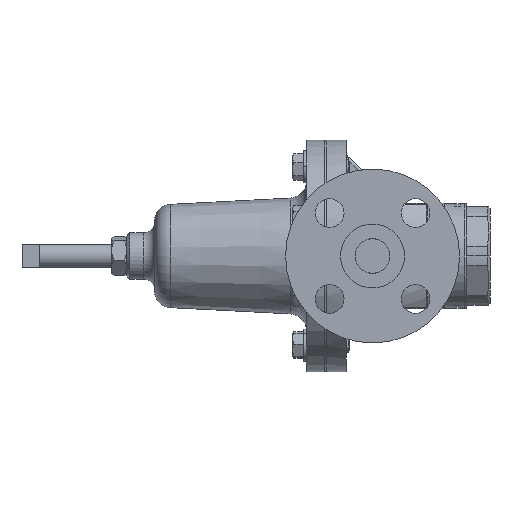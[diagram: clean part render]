
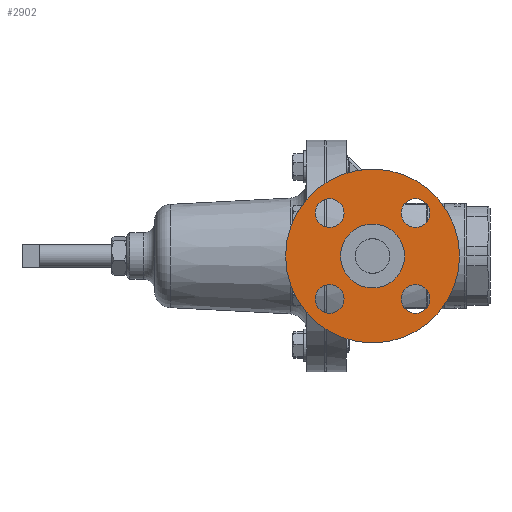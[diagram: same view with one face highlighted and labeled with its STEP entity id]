
A CAD part, left-side view. The second image highlights one B-rep face of the part: STEP entity #2902.
In plain terms, the highlighted planar face has unit normal (-1, 0, 0).
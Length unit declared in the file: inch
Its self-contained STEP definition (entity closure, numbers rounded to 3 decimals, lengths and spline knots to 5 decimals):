
#149 = AXIS2_PLACEMENT_3D ( 'NONE', #15496, #3615, #17452 ) ;
#233 = DIRECTION ( 'NONE',  ( -1., 0., 0. ) ) ;
#408 = CIRCLE ( 'NONE', #22693, 0.31 ) ;
#944 = CARTESIAN_POINT ( 'NONE',  ( -4.8125, 0., -0.69 ) ) ;
#1192 = CARTESIAN_POINT ( 'NONE',  ( -4.8125, -0.92631, -0.61631 ) ) ;
#1911 = CARTESIAN_POINT ( 'NONE',  ( -4.8125, -0.92631, 1.23631 ) ) ;
#1968 = CARTESIAN_POINT ( 'NONE',  ( -4.8125, -0.92631, 0.61631 ) ) ;
#2150 = DIRECTION ( 'NONE',  ( -1., 0., 0. ) ) ;
#2797 = EDGE_CURVE ( 'NONE', #24535, #15589, #9955, .T. ) ;
#2902 = ADVANCED_FACE ( 'NONE', ( #24314, #13993, #3447, #23713, #18566, #8728 ), #8353, .T. ) ;
#2998 = CIRCLE ( 'NONE', #13705, 1.875 ) ;
#3055 = CARTESIAN_POINT ( 'NONE',  ( -4.8125, 0.92631, -0.92631 ) ) ;
#3305 = CARTESIAN_POINT ( 'NONE',  ( -4.8125, 0., 0. ) ) ;
#3447 = FACE_BOUND ( 'NONE', #9895, .T. ) ;
#3615 = DIRECTION ( 'NONE',  ( -1., 0., 0. ) ) ;
#3632 = CIRCLE ( 'NONE', #149, 0.31 ) ;
#3808 = VERTEX_POINT ( 'NONE', #23560 ) ;
#4297 = AXIS2_PLACEMENT_3D ( 'NONE', #10314, #23999, #12311 ) ;
#4320 = EDGE_LOOP ( 'NONE', ( #7666, #7436 ) ) ;
#5064 = DIRECTION ( 'NONE',  ( 0., 0., 1. ) ) ;
#5306 = DIRECTION ( 'NONE',  ( 0., 0., -1. ) ) ;
#5350 = CARTESIAN_POINT ( 'NONE',  ( -4.8125, 0., 0. ) ) ;
#5922 = AXIS2_PLACEMENT_3D ( 'NONE', #12215, #233, #14219 ) ;
#6550 = CARTESIAN_POINT ( 'NONE',  ( -4.8125, -0.92631, 0.92631 ) ) ;
#6951 = CARTESIAN_POINT ( 'NONE',  ( -4.8125, 0., 0. ) ) ;
#7016 = CIRCLE ( 'NONE', #12418, 0.31 ) ;
#7340 = DIRECTION ( 'NONE',  ( 0., 0., -1. ) ) ;
#7380 = CARTESIAN_POINT ( 'NONE',  ( -4.8125, 0.92631, -0.92631 ) ) ;
#7436 = ORIENTED_EDGE ( 'NONE', *, *, #12387, .F. ) ;
#7487 = DIRECTION ( 'NONE',  ( -1., 0., 0. ) ) ;
#7666 = ORIENTED_EDGE ( 'NONE', *, *, #13368, .F. ) ;
#8353 = PLANE ( 'NONE',  #4297 ) ;
#8553 = DIRECTION ( 'NONE',  ( 0., 0., -1. ) ) ;
#8718 = AXIS2_PLACEMENT_3D ( 'NONE', #6951, #20695, #8963 ) ;
#8728 = FACE_BOUND ( 'NONE', #11830, .T. ) ;
#8963 = DIRECTION ( 'NONE',  ( 0., 0., -1. ) ) ;
#8996 = EDGE_CURVE ( 'NONE', #12529, #21011, #19130, .T. ) ;
#9377 = ORIENTED_EDGE ( 'NONE', *, *, #2797, .F. ) ;
#9389 = DIRECTION ( 'NONE',  ( 0., 0., 1. ) ) ;
#9609 = CARTESIAN_POINT ( 'NONE',  ( -4.8125, 0.92631, 1.23631 ) ) ;
#9654 = CARTESIAN_POINT ( 'NONE',  ( -4.8125, 0., -1.875 ) ) ;
#9819 = CARTESIAN_POINT ( 'NONE',  ( -4.8125, 0.92631, 0.92631 ) ) ;
#9895 = EDGE_LOOP ( 'NONE', ( #21827, #20715 ) ) ;
#9955 = CIRCLE ( 'NONE', #18035, 0.31 ) ;
#9993 = EDGE_LOOP ( 'NONE', ( #9377, #20176 ) ) ;
#10314 = CARTESIAN_POINT ( 'NONE',  ( -4.8125, -0.69, 0. ) ) ;
#10515 = VERTEX_POINT ( 'NONE', #1968 ) ;
#10546 = DIRECTION ( 'NONE',  ( -1., 0., 0. ) ) ;
#10600 = VERTEX_POINT ( 'NONE', #16377 ) ;
#10731 = ORIENTED_EDGE ( 'NONE', *, *, #13627, .F. ) ;
#10766 = EDGE_LOOP ( 'NONE', ( #14087, #16570 ) ) ;
#11316 = EDGE_CURVE ( 'NONE', #10600, #17135, #2998, .T. ) ;
#11782 = DIRECTION ( 'NONE',  ( 0., -1., 0. ) ) ;
#11830 = EDGE_LOOP ( 'NONE', ( #23474, #10731 ) ) ;
#12215 = CARTESIAN_POINT ( 'NONE',  ( -4.8125, -0.92631, -0.92631 ) ) ;
#12311 = DIRECTION ( 'NONE',  ( 0., 0., -1. ) ) ;
#12387 = EDGE_CURVE ( 'NONE', #24007, #10515, #3632, .T. ) ;
#12418 = AXIS2_PLACEMENT_3D ( 'NONE', #6550, #20298, #8553 ) ;
#12529 = VERTEX_POINT ( 'NONE', #19987 ) ;
#13232 = CIRCLE ( 'NONE', #21571, 0.69 ) ;
#13368 = EDGE_CURVE ( 'NONE', #10515, #24007, #7016, .T. ) ;
#13627 = EDGE_CURVE ( 'NONE', #15610, #16287, #13232, .T. ) ;
#13705 = AXIS2_PLACEMENT_3D ( 'NONE', #5350, #19142, #7340 ) ;
#13725 = CIRCLE ( 'NONE', #5922, 0.31 ) ;
#13993 = FACE_BOUND ( 'NONE', #10766, .T. ) ;
#14085 = CARTESIAN_POINT ( 'NONE',  ( -4.8125, -0.92631, -0.92631 ) ) ;
#14087 = ORIENTED_EDGE ( 'NONE', *, *, #21654, .F. ) ;
#14219 = DIRECTION ( 'NONE',  ( 0., 1., 0. ) ) ;
#15359 = AXIS2_PLACEMENT_3D ( 'NONE', #7380, #21116, #9389 ) ;
#15496 = CARTESIAN_POINT ( 'NONE',  ( -4.8125, -0.92631, 0.92631 ) ) ;
#15589 = VERTEX_POINT ( 'NONE', #9609 ) ;
#15610 = VERTEX_POINT ( 'NONE', #25245 ) ;
#16044 = DIRECTION ( 'NONE',  ( 0., 1., 0. ) ) ;
#16287 = VERTEX_POINT ( 'NONE', #944 ) ;
#16377 = CARTESIAN_POINT ( 'NONE',  ( -4.8125, 0., 1.875 ) ) ;
#16570 = ORIENTED_EDGE ( 'NONE', *, *, #24988, .F. ) ;
#16902 = DIRECTION ( 'NONE',  ( -1., 0., 0. ) ) ;
#17043 = CIRCLE ( 'NONE', #15359, 0.31 ) ;
#17135 = VERTEX_POINT ( 'NONE', #9654 ) ;
#17154 = DIRECTION ( 'NONE',  ( -1., 0., 0. ) ) ;
#17452 = DIRECTION ( 'NONE',  ( 0., 0., -1. ) ) ;
#18035 = AXIS2_PLACEMENT_3D ( 'NONE', #9819, #23494, #11782 ) ;
#18081 = ORIENTED_EDGE ( 'NONE', *, *, #11316, .T. ) ;
#18566 = FACE_OUTER_BOUND ( 'NONE', #25623, .T. ) ;
#19070 = AXIS2_PLACEMENT_3D ( 'NONE', #22277, #10546, #24226 ) ;
#19130 = CIRCLE ( 'NONE', #19249, 0.31 ) ;
#19142 = DIRECTION ( 'NONE',  ( -1., 0., 0. ) ) ;
#19249 = AXIS2_PLACEMENT_3D ( 'NONE', #14085, #2150, #16044 ) ;
#19286 = CARTESIAN_POINT ( 'NONE',  ( -4.8125, 0.92631, 0.92631 ) ) ;
#19789 = CARTESIAN_POINT ( 'NONE',  ( -4.8125, 0.92631, 0.61631 ) ) ;
#19987 = CARTESIAN_POINT ( 'NONE',  ( -4.8125, -0.92631, -1.23631 ) ) ;
#20090 = EDGE_CURVE ( 'NONE', #16287, #15610, #23129, .T. ) ;
#20176 = ORIENTED_EDGE ( 'NONE', *, *, #24381, .F. ) ;
#20298 = DIRECTION ( 'NONE',  ( -1., 0., 0. ) ) ;
#20695 = DIRECTION ( 'NONE',  ( -1., 0., 0. ) ) ;
#20715 = ORIENTED_EDGE ( 'NONE', *, *, #25484, .F. ) ;
#21011 = VERTEX_POINT ( 'NONE', #1192 ) ;
#21116 = DIRECTION ( 'NONE',  ( -1., 0., 0. ) ) ;
#21211 = DIRECTION ( 'NONE',  ( 0., -1., 0. ) ) ;
#21522 = EDGE_CURVE ( 'NONE', #17135, #10600, #23386, .T. ) ;
#21571 = AXIS2_PLACEMENT_3D ( 'NONE', #3305, #17154, #5306 ) ;
#21654 = EDGE_CURVE ( 'NONE', #3808, #25527, #17043, .T. ) ;
#21827 = ORIENTED_EDGE ( 'NONE', *, *, #8996, .F. ) ;
#22277 = CARTESIAN_POINT ( 'NONE',  ( -4.8125, 0., 0. ) ) ;
#22423 = ORIENTED_EDGE ( 'NONE', *, *, #21522, .T. ) ;
#22693 = AXIS2_PLACEMENT_3D ( 'NONE', #3055, #16902, #5064 ) ;
#23129 = CIRCLE ( 'NONE', #19070, 0.69 ) ;
#23386 = CIRCLE ( 'NONE', #8718, 1.875 ) ;
#23474 = ORIENTED_EDGE ( 'NONE', *, *, #20090, .F. ) ;
#23494 = DIRECTION ( 'NONE',  ( -1., 0., 0. ) ) ;
#23560 = CARTESIAN_POINT ( 'NONE',  ( -4.8125, 0.92631, -1.23631 ) ) ;
#23647 = AXIS2_PLACEMENT_3D ( 'NONE', #19286, #7487, #21211 ) ;
#23713 = FACE_BOUND ( 'NONE', #4320, .T. ) ;
#23897 = CARTESIAN_POINT ( 'NONE',  ( -4.8125, 0.92631, -0.61631 ) ) ;
#23999 = DIRECTION ( 'NONE',  ( -1., 0., 0. ) ) ;
#24007 = VERTEX_POINT ( 'NONE', #1911 ) ;
#24226 = DIRECTION ( 'NONE',  ( 0., 0., -1. ) ) ;
#24314 = FACE_BOUND ( 'NONE', #9993, .T. ) ;
#24381 = EDGE_CURVE ( 'NONE', #15589, #24535, #24839, .T. ) ;
#24535 = VERTEX_POINT ( 'NONE', #19789 ) ;
#24839 = CIRCLE ( 'NONE', #23647, 0.31 ) ;
#24988 = EDGE_CURVE ( 'NONE', #25527, #3808, #408, .T. ) ;
#25245 = CARTESIAN_POINT ( 'NONE',  ( -4.8125, 0., 0.69 ) ) ;
#25484 = EDGE_CURVE ( 'NONE', #21011, #12529, #13725, .T. ) ;
#25527 = VERTEX_POINT ( 'NONE', #23897 ) ;
#25623 = EDGE_LOOP ( 'NONE', ( #22423, #18081 ) ) ;
